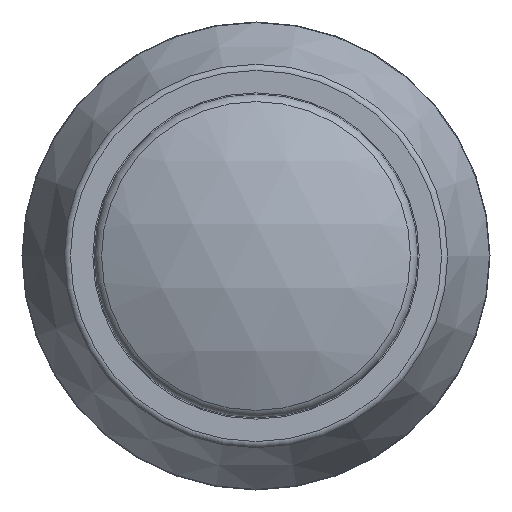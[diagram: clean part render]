
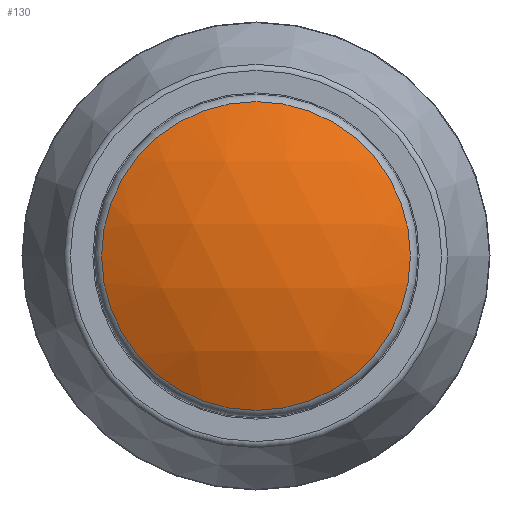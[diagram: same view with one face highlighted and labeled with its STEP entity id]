
A CAD part, front view. The second image highlights one B-rep face of the part: STEP entity #130.
In plain terms, the highlighted spherical face has radius 12.951 mm.
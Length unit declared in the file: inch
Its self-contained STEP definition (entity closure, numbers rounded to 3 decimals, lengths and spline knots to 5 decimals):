
#90=CARTESIAN_POINT('',(0.22728,-0.34418,0.));
#91=VERTEX_POINT('',#90);
#92=CARTESIAN_POINT('',(0.,-0.34418,0.));
#93=DIRECTION('',(0.0,1.0,0.0));
#94=DIRECTION('',(-1.0,0.0,0.0));
#95=AXIS2_PLACEMENT_3D('',#92,#93,#94);
#96=CIRCLE('',#95,0.22728);
#97=EDGE_CURVE('',#91,#91,#96,.T.);
#122=CARTESIAN_POINT('',(0.,0.11224,0.));
#123=DIRECTION('',(0.0,0.0,1.0));
#124=DIRECTION('',(1.0,0.0,0.0));
#125=AXIS2_PLACEMENT_3D('',#122,#123,#124);
#126=SPHERICAL_SURFACE('',#125,0.50988);
#127=ORIENTED_EDGE('',*,*,#97,.F.);
#128=EDGE_LOOP('',(#127));
#129=FACE_OUTER_BOUND('',#128,.T.);
#130=ADVANCED_FACE('',(#129),#126,.T.);
